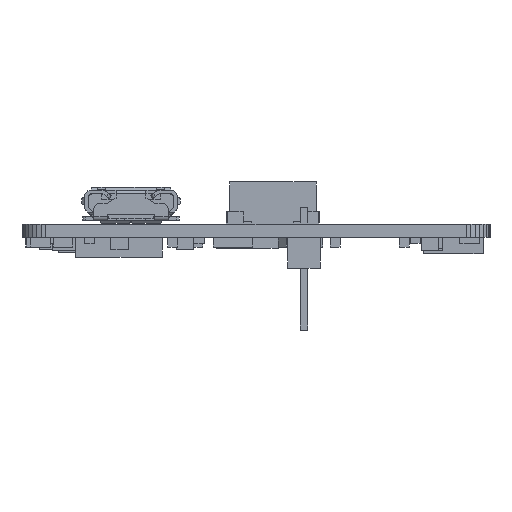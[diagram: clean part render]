
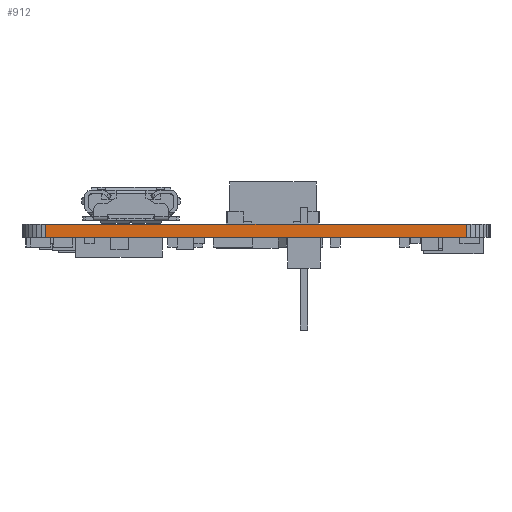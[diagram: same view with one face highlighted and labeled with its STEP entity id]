
A CAD part, front view. The second image highlights one B-rep face of the part: STEP entity #912.
In plain terms, the highlighted planar face has unit normal (0, -1, 0).
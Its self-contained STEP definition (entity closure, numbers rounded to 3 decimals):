
#315 = PLANE('',#316);
#316 = AXIS2_PLACEMENT_3D('',#317,#318,#319);
#317 = CARTESIAN_POINT('',(-17.309,-0.1,1.071));
#318 = DIRECTION('',(0.,0.,-1.));
#319 = DIRECTION('',(-1.,0.,0.));
#369 = PLANE('',#370);
#370 = AXIS2_PLACEMENT_3D('',#371,#372,#373);
#371 = CARTESIAN_POINT('',(-17.309,-0.1,0.));
#372 = DIRECTION('',(0.,0.,-1.));
#373 = DIRECTION('',(-1.,0.,0.));
#804 = PLANE('',#805);
#805 = AXIS2_PLACEMENT_3D('',#806,#807,#808);
#806 = CARTESIAN_POINT('',(-15.772,-1.973,0.));
#807 = DIRECTION('',(0.098,0.995,0.));
#808 = DIRECTION('',(0.995,-0.098,0.));
#842 = VERTEX_POINT('',#843);
#843 = CARTESIAN_POINT('',(-15.4,-2.009,1.071));
#864 = EDGE_CURVE('',#865,#842,#867,.T.);
#865 = VERTEX_POINT('',#866);
#866 = CARTESIAN_POINT('',(-15.4,-2.009,0.));
#867 = SURFACE_CURVE('',#868,(#872,#879),.PCURVE_S1.);
#868 = LINE('',#869,#870);
#869 = CARTESIAN_POINT('',(-15.4,-2.009,0.));
#870 = VECTOR('',#871,1.);
#871 = DIRECTION('',(0.,0.,1.));
#872 = PCURVE('',#804,#873);
#873 = DEFINITIONAL_REPRESENTATION('',(#874),#878);
#874 = LINE('',#875,#876);
#875 = CARTESIAN_POINT('',(0.374,0.));
#876 = VECTOR('',#877,1.);
#877 = DIRECTION('',(0.,-1.));
#878 = ( GEOMETRIC_REPRESENTATION_CONTEXT(2) 
PARAMETRIC_REPRESENTATION_CONTEXT() REPRESENTATION_CONTEXT('2D SPACE',''
  ) );
#879 = PCURVE('',#880,#885);
#880 = PLANE('',#881);
#881 = AXIS2_PLACEMENT_3D('',#882,#883,#884);
#882 = CARTESIAN_POINT('',(-15.4,-2.009,0.));
#883 = DIRECTION('',(0.,1.,0.));
#884 = DIRECTION('',(1.,0.,0.));
#885 = DEFINITIONAL_REPRESENTATION('',(#886),#890);
#886 = LINE('',#887,#888);
#887 = CARTESIAN_POINT('',(0.,0.));
#888 = VECTOR('',#889,1.);
#889 = DIRECTION('',(0.,-1.));
#890 = ( GEOMETRIC_REPRESENTATION_CONTEXT(2) 
PARAMETRIC_REPRESENTATION_CONTEXT() REPRESENTATION_CONTEXT('2D SPACE',''
  ) );
#912 = ADVANCED_FACE('',(#913),#880,.F.);
#913 = FACE_BOUND('',#914,.F.);
#914 = EDGE_LOOP('',(#915,#916,#939,#967));
#915 = ORIENTED_EDGE('',*,*,#864,.T.);
#916 = ORIENTED_EDGE('',*,*,#917,.T.);
#917 = EDGE_CURVE('',#842,#918,#920,.T.);
#918 = VERTEX_POINT('',#919);
#919 = CARTESIAN_POINT('',(18.6,-2.,1.071));
#920 = SURFACE_CURVE('',#921,(#925,#932),.PCURVE_S1.);
#921 = LINE('',#922,#923);
#922 = CARTESIAN_POINT('',(-15.4,-2.009,1.071));
#923 = VECTOR('',#924,1.);
#924 = DIRECTION('',(1.,0.,0.));
#925 = PCURVE('',#880,#926);
#926 = DEFINITIONAL_REPRESENTATION('',(#927),#931);
#927 = LINE('',#928,#929);
#928 = CARTESIAN_POINT('',(0.,-1.071));
#929 = VECTOR('',#930,1.);
#930 = DIRECTION('',(1.,0.));
#931 = ( GEOMETRIC_REPRESENTATION_CONTEXT(2) 
PARAMETRIC_REPRESENTATION_CONTEXT() REPRESENTATION_CONTEXT('2D SPACE',''
  ) );
#932 = PCURVE('',#315,#933);
#933 = DEFINITIONAL_REPRESENTATION('',(#934),#938);
#934 = LINE('',#935,#936);
#935 = CARTESIAN_POINT('',(-1.909,-1.909));
#936 = VECTOR('',#937,1.);
#937 = DIRECTION('',(-1.,0.));
#938 = ( GEOMETRIC_REPRESENTATION_CONTEXT(2) 
PARAMETRIC_REPRESENTATION_CONTEXT() REPRESENTATION_CONTEXT('2D SPACE',''
  ) );
#939 = ORIENTED_EDGE('',*,*,#940,.F.);
#940 = EDGE_CURVE('',#941,#918,#943,.T.);
#941 = VERTEX_POINT('',#942);
#942 = CARTESIAN_POINT('',(18.6,-2.,0.));
#943 = SURFACE_CURVE('',#944,(#948,#955),.PCURVE_S1.);
#944 = LINE('',#945,#946);
#945 = CARTESIAN_POINT('',(18.6,-2.,0.));
#946 = VECTOR('',#947,1.);
#947 = DIRECTION('',(0.,0.,1.));
#948 = PCURVE('',#880,#949);
#949 = DEFINITIONAL_REPRESENTATION('',(#950),#954);
#950 = LINE('',#951,#952);
#951 = CARTESIAN_POINT('',(34.,0.));
#952 = VECTOR('',#953,1.);
#953 = DIRECTION('',(0.,-1.));
#954 = ( GEOMETRIC_REPRESENTATION_CONTEXT(2) 
PARAMETRIC_REPRESENTATION_CONTEXT() REPRESENTATION_CONTEXT('2D SPACE',''
  ) );
#955 = PCURVE('',#956,#961);
#956 = PLANE('',#957);
#957 = AXIS2_PLACEMENT_3D('',#958,#959,#960);
#958 = CARTESIAN_POINT('',(18.6,-2.,0.));
#959 = DIRECTION('',(1.,0.,0.));
#960 = DIRECTION('',(0.,-1.,0.));
#961 = DEFINITIONAL_REPRESENTATION('',(#962),#966);
#962 = LINE('',#963,#964);
#963 = CARTESIAN_POINT('',(0.,0.));
#964 = VECTOR('',#965,1.);
#965 = DIRECTION('',(0.,-1.));
#966 = ( GEOMETRIC_REPRESENTATION_CONTEXT(2) 
PARAMETRIC_REPRESENTATION_CONTEXT() REPRESENTATION_CONTEXT('2D SPACE',''
  ) );
#967 = ORIENTED_EDGE('',*,*,#968,.F.);
#968 = EDGE_CURVE('',#865,#941,#969,.T.);
#969 = SURFACE_CURVE('',#970,(#974,#981),.PCURVE_S1.);
#970 = LINE('',#971,#972);
#971 = CARTESIAN_POINT('',(-15.4,-2.009,0.));
#972 = VECTOR('',#973,1.);
#973 = DIRECTION('',(1.,0.,0.));
#974 = PCURVE('',#880,#975);
#975 = DEFINITIONAL_REPRESENTATION('',(#976),#980);
#976 = LINE('',#977,#978);
#977 = CARTESIAN_POINT('',(0.,0.));
#978 = VECTOR('',#979,1.);
#979 = DIRECTION('',(1.,0.));
#980 = ( GEOMETRIC_REPRESENTATION_CONTEXT(2) 
PARAMETRIC_REPRESENTATION_CONTEXT() REPRESENTATION_CONTEXT('2D SPACE',''
  ) );
#981 = PCURVE('',#369,#982);
#982 = DEFINITIONAL_REPRESENTATION('',(#983),#987);
#983 = LINE('',#984,#985);
#984 = CARTESIAN_POINT('',(-1.909,-1.909));
#985 = VECTOR('',#986,1.);
#986 = DIRECTION('',(-1.,0.));
#987 = ( GEOMETRIC_REPRESENTATION_CONTEXT(2) 
PARAMETRIC_REPRESENTATION_CONTEXT() REPRESENTATION_CONTEXT('2D SPACE',''
  ) );
